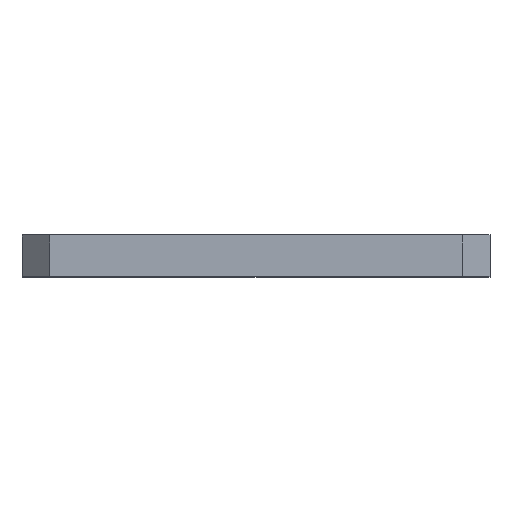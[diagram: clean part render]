
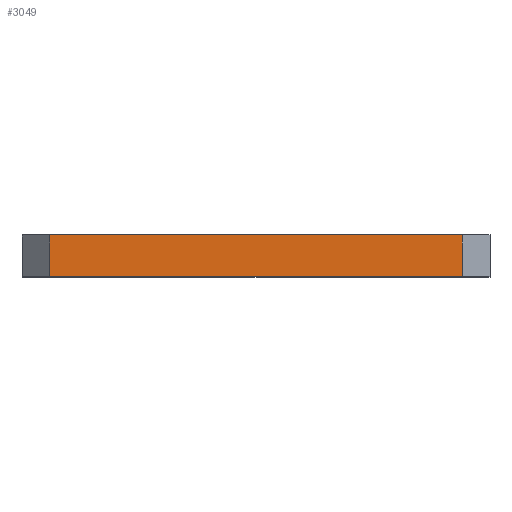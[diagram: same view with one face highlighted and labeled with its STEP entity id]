
A CAD part, top view. The second image highlights one B-rep face of the part: STEP entity #3049.
In plain terms, the highlighted planar face has unit normal (0, 0, 1).
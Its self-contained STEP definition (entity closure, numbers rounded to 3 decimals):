
#175=PLANE('',#3370);
#237=FACE_OUTER_BOUND('',#473,.T.);
#473=EDGE_LOOP('',(#2322,#2323,#2324,#2325));
#601=LINE('',#4719,#775);
#647=LINE('',#5074,#821);
#660=LINE('',#5099,#834);
#661=LINE('',#5101,#835);
#775=VECTOR('',#3645,10.);
#821=VECTOR('',#4045,10.);
#834=VECTOR('',#4070,10.);
#835=VECTOR('',#4073,10.);
#1226=VERTEX_POINT('',#4715);
#1228=VERTEX_POINT('',#4718);
#1360=VERTEX_POINT('',#5072);
#1366=VERTEX_POINT('',#5097);
#1557=EDGE_CURVE('',#1226,#1228,#601,.T.);
#1728=EDGE_CURVE('',#1360,#1226,#647,.T.);
#1741=EDGE_CURVE('',#1228,#1366,#660,.T.);
#1742=EDGE_CURVE('',#1366,#1360,#661,.T.);
#2322=ORIENTED_EDGE('',*,*,#1728,.F.);
#2323=ORIENTED_EDGE('',*,*,#1742,.F.);
#2324=ORIENTED_EDGE('',*,*,#1741,.F.);
#2325=ORIENTED_EDGE('',*,*,#1557,.F.);
#3049=ADVANCED_FACE('',(#237),#175,.F.);
#3370=AXIS2_PLACEMENT_3D('',#5100,#4071,#4072);
#3645=DIRECTION('',(-1.,0.,0.));
#4045=DIRECTION('',(0.,-1.,0.));
#4070=DIRECTION('',(0.,1.,0.));
#4071=DIRECTION('center_axis',(0.,0.,-1.));
#4072=DIRECTION('ref_axis',(-1.,0.,0.));
#4073=DIRECTION('',(1.,0.,0.));
#4715=CARTESIAN_POINT('',(150.,0.,170.));
#4718=CARTESIAN_POINT('',(-150.,0.,170.));
#4719=CARTESIAN_POINT('',(85.,0.,170.));
#5072=CARTESIAN_POINT('',(150.,30.,170.));
#5074=CARTESIAN_POINT('',(150.,0.,170.));
#5097=CARTESIAN_POINT('',(-150.,30.,170.));
#5099=CARTESIAN_POINT('',(-150.,0.,170.));
#5100=CARTESIAN_POINT('Origin',(170.,0.,170.));
#5101=CARTESIAN_POINT('',(85.,30.,170.));
